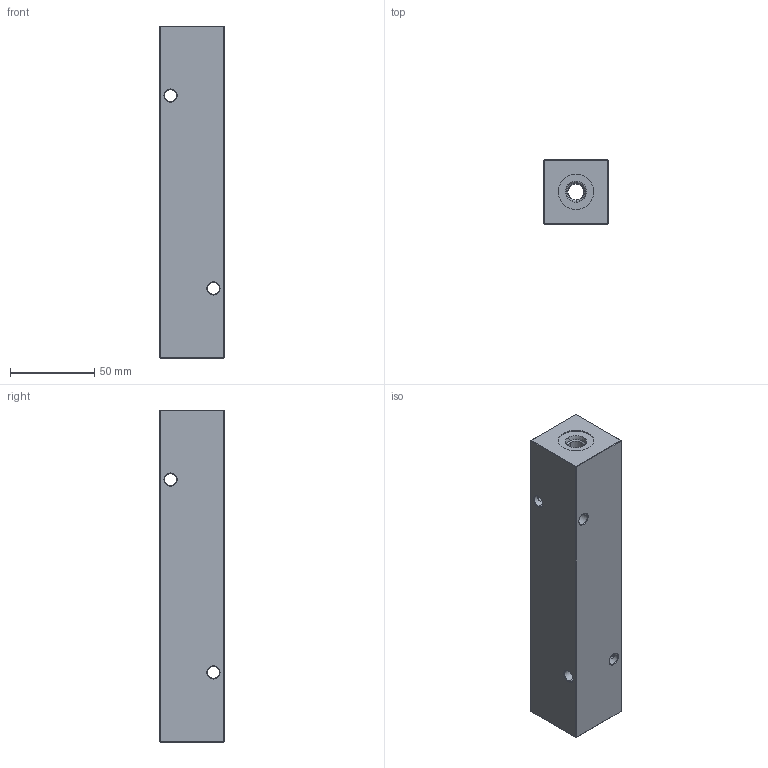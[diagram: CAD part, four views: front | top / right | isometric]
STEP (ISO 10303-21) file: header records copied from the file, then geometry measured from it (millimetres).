
FILE_DESCRIPTION (( 'STEP AP203' ), '1' );
FILE_NAME ('HM-5-0-S-4-4.STEP', '2020-09-28T20:43:18', ( '' ), ( '' ), 'SwSTEP 2.0', 'SolidWorks 2019', '' );
FILE_SCHEMA (( 'CONFIG_CONTROL_DESIGN' ));
Length unit declared in the file: inch
Products named in the file (1): HM-5-0-S-4-4
Bounding box: 38.1 x 38.1 x 196.85 mm (x, y, z)
Volume: 257942.5 mm3; surface area: 42971.3 mm2
Topology: 1 solids, 1 shells, 549 faces, 1432 edges, 926 vertices
Faces by surface type: plane 249, bspline 176, cone 63, cylinder 61
Entity records: 25193 total; most frequent: CARTESIAN_POINT 12884, ORIENTED_EDGE 2864, DIRECTION 1904, EDGE_CURVE 1432, VERTEX_POINT 926, VECTOR 852, LINE 852, EDGE_LOOP 614
